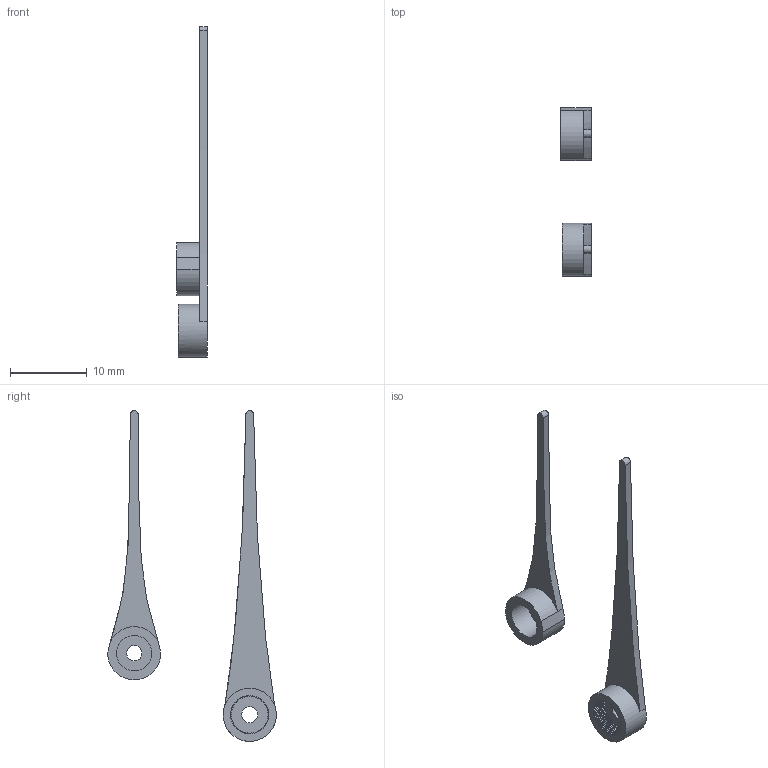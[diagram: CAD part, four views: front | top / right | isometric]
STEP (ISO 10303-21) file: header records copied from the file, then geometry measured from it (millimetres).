
FILE_DESCRIPTION(/* description */ ('','CAx-IF Rec.Pracs.---Representation and Presentation of Product Manufacturing Information (PMI)---4.0---2014-10-13'),/* implementation_level */ '2;1');
FILE_NAME(/* name */ 'Kazalec za lopo.step',/* time_stamp */ '2025-03-20T12:19:16+01:00',/* author */ (''),/* organization */ (''),/* preprocessor_version */ 'ST-DEVELOPER v20',/* originating_system */ 'Autodesk Translation Framework v13.20.0.188',/* authorisation */ '');
FILE_SCHEMA (('AP242_MANAGED_MODEL_BASED_3D_ENGINEERING_MIM_LF { 1 0 10303 442 1 1 4 }'));
Length unit declared in the file: millimetre
Products named in the file (1): Kazalec za lopo
Bounding box: 4 x 21.9 x 42.95 mm (x, y, z)
Volume: 343.4 mm3; surface area: 827.5 mm2
Topology: 2 solids, 2 shells, 202 faces, 586 edges, 390 vertices
Faces by surface type: plane 128, cylinder 68, bspline 6
Full cylindrical faces by diameter (mm): 2 x1, 2.1 x1, 4.6 x1, 6.9 x1
Entity records: 6909 total; most frequent: CARTESIAN_POINT 1449, ORIENTED_EDGE 1172, DIRECTION 1106, EDGE_CURVE 586, LINE 436, VECTOR 436, VERTEX_POINT 390, AXIS2_PLACEMENT_3D 335
